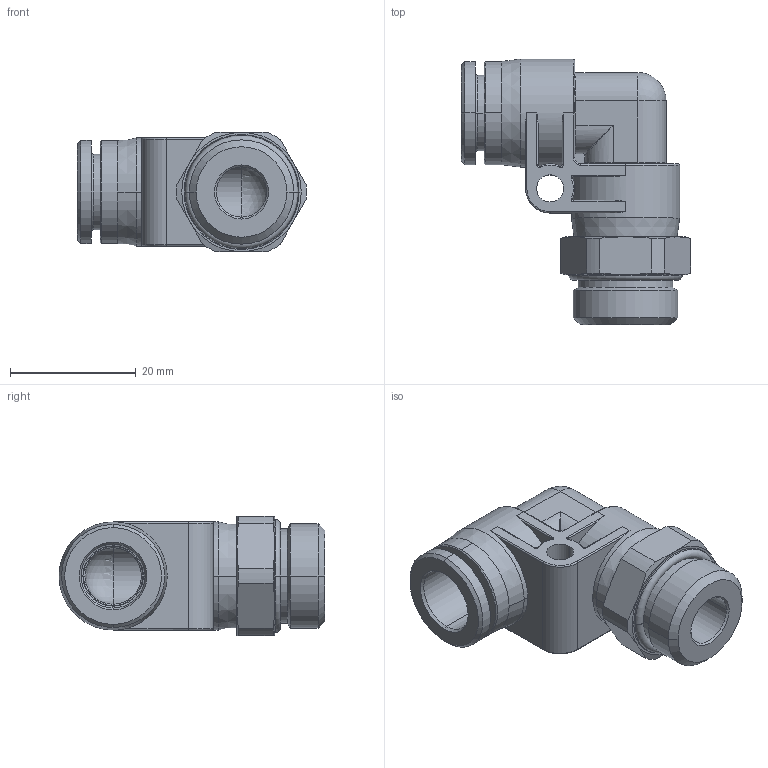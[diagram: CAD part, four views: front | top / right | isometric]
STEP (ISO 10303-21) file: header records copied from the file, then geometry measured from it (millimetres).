
FILE_DESCRIPTION(( 'MXP.16.10.38.stp' ), '1');
FILE_NAME( 'MXP.16.10.38.stp', '2021-02-22T15:42:12',( 'Sopra'),('sopra-pneumatic.com'), 'SwSTEP 2.0','SolidWorks 2009','' );
FILE_SCHEMA(('CONFIG_CONTROL_DESIGN'));
Length unit declared in the file: millimetre
Products named in the file (1): 367343B_930V-10FF-3-8
Bounding box: 36.44 x 42.3 x 19 mm (x, y, z)
Volume: 9532.6 mm3; surface area: 6552.3 mm2
Topology: 2 solids, 2 shells, 201 faces, 473 edges, 280 vertices
Faces by surface type: cylinder 82, torus 42, plane 40, cone 32, sphere 3, bspline 2
Entity records: 6286 total; most frequent: CARTESIAN_POINT 1567, DIRECTION 1064, ORIENTED_EDGE 942, EDGE_CURVE 471, AXIS2_PLACEMENT_3D 447, VERTEX_POINT 280, CIRCLE 248, EDGE_LOOP 213
